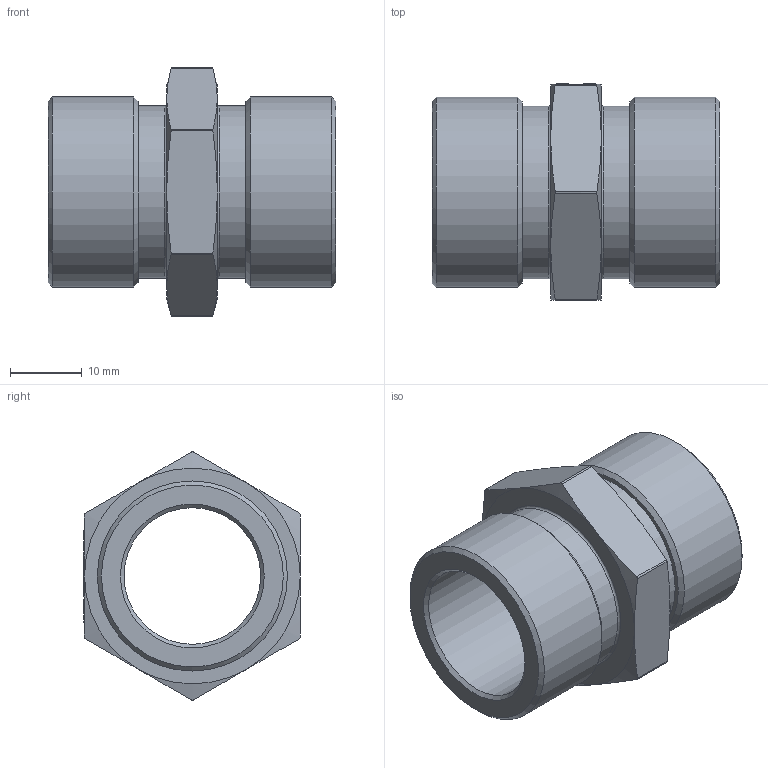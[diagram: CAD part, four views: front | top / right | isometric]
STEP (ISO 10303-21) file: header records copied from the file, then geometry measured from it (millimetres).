
FILE_DESCRIPTION (( 'STEP AP214' ), '1' );
FILE_NAME ('heco DN-034-6KZ-I.STEP', '2016-01-19T08:26:19', ( 'test' ), ( '' ), 'SwSTEP 2.0', 'SolidWorks 2011', '' );
FILE_SCHEMA (( 'AUTOMOTIVE_DESIGN' ));
Length unit declared in the file: millimetre
Products named in the file (1): heco DN-034-6KZ-I
Bounding box: 40 x 30.1 x 34.55 mm (x, y, z)
Volume: 11364.8 mm3; surface area: 6972.1 mm2
Topology: 1 solids, 1 shells, 222 faces, 567 edges, 373 vertices
Faces by surface type: plane 117, bspline 74, cone 18, cylinder 11, torus 2
Full cylindrical faces by diameter (mm): 19 x1, 24 x2, 26.441 x2
Entity records: 12951 total; most frequent: CARTESIAN_POINT 5754, ORIENTED_EDGE 1098, DIRECTION 693, EDGE_CURVE 549, VERTEX_POINT 368, LINE 335, VECTOR 335, EDGE_LOOP 263
